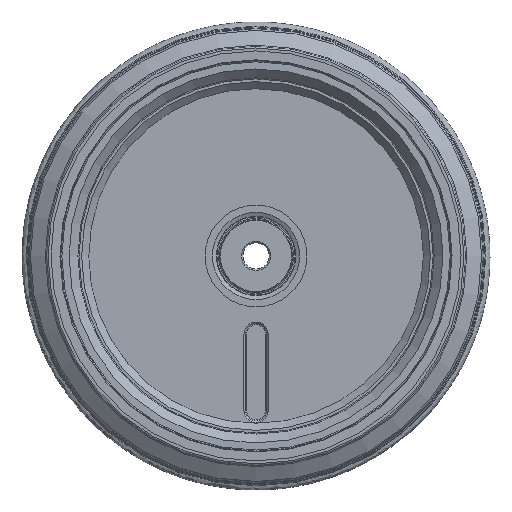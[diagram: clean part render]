
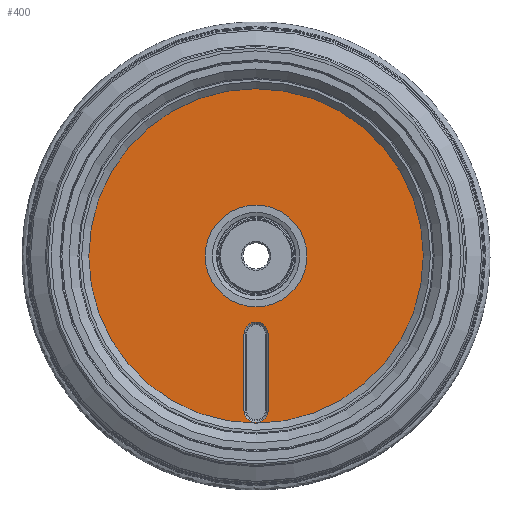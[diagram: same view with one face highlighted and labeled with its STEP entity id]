
A CAD part, top view. The second image highlights one B-rep face of the part: STEP entity #400.
In plain terms, the highlighted planar face has unit normal (0, 0, 1).
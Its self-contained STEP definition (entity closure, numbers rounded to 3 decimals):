
#300=LINE('',#2411,#316);
#301=LINE('',#2416,#317);
#316=VECTOR('',#1944,1.);
#317=VECTOR('',#1947,1.);
#375=PLANE('',#1644);
#400=ADVANCED_FACE('',(#516,#517,#518),#375,.T.);
#516=FACE_BOUND('',#653,.T.);
#517=FACE_BOUND('',#654,.T.);
#518=FACE_BOUND('',#655,.T.);
#653=EDGE_LOOP('',(#803,#804,#805,#806));
#654=EDGE_LOOP('',(#807));
#655=EDGE_LOOP('',(#808));
#803=ORIENTED_EDGE('',*,*,#1071,.T.);
#804=ORIENTED_EDGE('',*,*,#1072,.T.);
#805=ORIENTED_EDGE('',*,*,#1073,.T.);
#806=ORIENTED_EDGE('',*,*,#1074,.T.);
#807=ORIENTED_EDGE('',*,*,#1075,.F.);
#808=ORIENTED_EDGE('',*,*,#1069,.T.);
#985=VERTEX_POINT('',#2407);
#987=VERTEX_POINT('',#2412);
#988=VERTEX_POINT('',#2413);
#989=VERTEX_POINT('',#2415);
#990=VERTEX_POINT('',#2417);
#991=VERTEX_POINT('',#2420);
#1069=EDGE_CURVE('',#985,#985,#1165,.T.);
#1071=EDGE_CURVE('',#987,#988,#300,.T.);
#1072=EDGE_CURVE('',#988,#989,#1167,.T.);
#1073=EDGE_CURVE('',#989,#990,#301,.T.);
#1074=EDGE_CURVE('',#990,#987,#1168,.T.);
#1075=EDGE_CURVE('',#991,#991,#1169,.T.);
#1165=CIRCLE('',#1638,35.);
#1167=CIRCLE('',#1641,8.3);
#1168=CIRCLE('',#1642,8.3);
#1169=CIRCLE('',#1643,115.075);
#1638=AXIS2_PLACEMENT_3D('',#2406,#1938,#1939);
#1641=AXIS2_PLACEMENT_3D('',#2414,#1945,#1946);
#1642=AXIS2_PLACEMENT_3D('',#2418,#1948,#1949);
#1643=AXIS2_PLACEMENT_3D('',#2419,#1950,#1951);
#1644=AXIS2_PLACEMENT_3D('',#2421,#1952,#1953);
#1938=DIRECTION('',(0.,0.,-1.));
#1939=DIRECTION('',(-0.175,0.985,0.));
#1944=DIRECTION('',(0.,-1.,0.));
#1945=DIRECTION('',(0.,0.,-1.));
#1946=DIRECTION('',(-0.175,0.985,0.));
#1947=DIRECTION('',(0.,1.,0.));
#1948=DIRECTION('',(0.,0.,-1.));
#1949=DIRECTION('',(-0.175,0.985,0.));
#1950=DIRECTION('',(0.,0.,-1.));
#1951=DIRECTION('',(-0.175,0.985,0.));
#1952=DIRECTION('',(0.,0.,1.));
#1953=DIRECTION('',(-0.175,0.985,0.));
#2406=CARTESIAN_POINT('',(0.,0.,-44.85));
#2407=CARTESIAN_POINT('',(-6.114,34.462,-44.85));
#2411=CARTESIAN_POINT('',(8.3,0.,-44.85));
#2412=CARTESIAN_POINT('',(8.3,-53.8,-44.85));
#2413=CARTESIAN_POINT('',(8.3,-106.2,-44.85));
#2414=CARTESIAN_POINT('',(0.,-106.2,-44.85));
#2415=CARTESIAN_POINT('',(-8.3,-106.2,-44.85));
#2416=CARTESIAN_POINT('',(-8.3,0.,-44.85));
#2417=CARTESIAN_POINT('',(-8.3,-53.8,-44.85));
#2418=CARTESIAN_POINT('',(0.,-53.8,-44.85));
#2419=CARTESIAN_POINT('',(0.,0.,-44.85));
#2420=CARTESIAN_POINT('',(-20.101,113.306,-44.85));
#2421=CARTESIAN_POINT('',(-35.,0.,-44.85));
